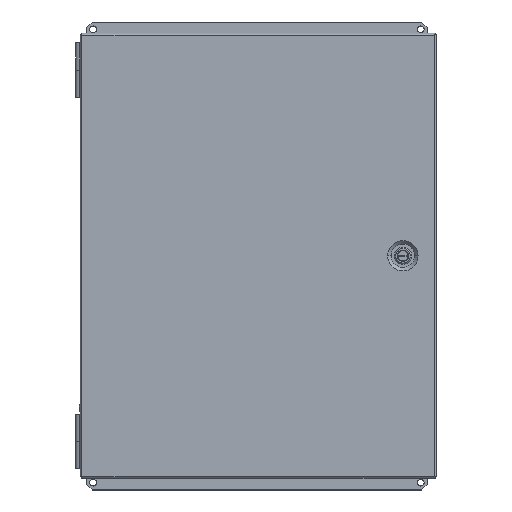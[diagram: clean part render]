
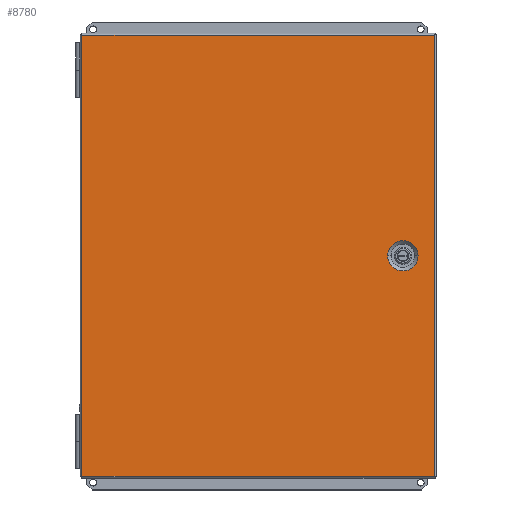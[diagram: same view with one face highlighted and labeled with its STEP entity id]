
A CAD part, top view. The second image highlights one B-rep face of the part: STEP entity #8780.
In plain terms, the highlighted planar face has unit normal (0, 0, 1).
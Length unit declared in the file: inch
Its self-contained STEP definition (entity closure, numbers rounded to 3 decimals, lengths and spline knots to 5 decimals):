
#9 = CARTESIAN_POINT ( 'NONE',  ( 6.6865, 0., 5.621 ) ) ;
#331 = VERTEX_POINT ( 'NONE', #13097 ) ;
#619 = DIRECTION ( 'NONE',  ( -1., 0., 0. ) ) ;
#818 = VERTEX_POINT ( 'NONE', #26541 ) ;
#2799 = DIRECTION ( 'NONE',  ( 1., 0., 0. ) ) ;
#3293 = EDGE_LOOP ( 'NONE', ( #13192, #7371, #24200, #5801 ) ) ;
#4562 = ORIENTED_EDGE ( 'NONE', *, *, #16731, .T. ) ;
#4778 = EDGE_CURVE ( 'NONE', #818, #331, #23043, .T. ) ;
#5801 = ORIENTED_EDGE ( 'NONE', *, *, #19076, .T. ) ;
#5891 = CARTESIAN_POINT ( 'NONE',  ( -8.0085, 10.0955, 5.621 ) ) ;
#6466 = EDGE_CURVE ( 'NONE', #13986, #16995, #24697, .T. ) ;
#6505 = CARTESIAN_POINT ( 'NONE',  ( -8.0085, -10.1815, 5.621 ) ) ;
#7194 = CARTESIAN_POINT ( 'NONE',  ( 8.1335, 10.0955, 5.621 ) ) ;
#7297 = FACE_OUTER_BOUND ( 'NONE', #3293, .T. ) ;
#7371 = ORIENTED_EDGE ( 'NONE', *, *, #17960, .T. ) ;
#7479 = DIRECTION ( 'NONE',  ( 0., 0., -1. ) ) ;
#7555 = AXIS2_PLACEMENT_3D ( 'NONE', #9960, #27171, #2799 ) ;
#8780 = ADVANCED_FACE ( 'NONE', ( #29652, #7297 ), #25542, .T. ) ;
#8933 = LINE ( 'NONE', #6505, #14210 ) ;
#9960 = CARTESIAN_POINT ( 'NONE',  ( 6.6865, 0., 5.621 ) ) ;
#10203 = CARTESIAN_POINT ( 'NONE',  ( -8.0945, 10.0955, 5.621 ) ) ;
#10303 = DIRECTION ( 'NONE',  ( 1., 0., 0. ) ) ;
#11035 = DIRECTION ( 'NONE',  ( 0., 1., 0. ) ) ;
#13097 = CARTESIAN_POINT ( 'NONE',  ( 7.38139, 0., 5.621 ) ) ;
#13192 = ORIENTED_EDGE ( 'NONE', *, *, #30456, .T. ) ;
#13350 = VERTEX_POINT ( 'NONE', #7194 ) ;
#13422 = VECTOR ( 'NONE', #619, 39.37008 ) ;
#13986 = VERTEX_POINT ( 'NONE', #21552 ) ;
#14210 = VECTOR ( 'NONE', #28120, 39.37008 ) ;
#15513 = DIRECTION ( 'NONE',  ( 1., 0., 0. ) ) ;
#15894 = LINE ( 'NONE', #25608, #29588 ) ;
#16482 = AXIS2_PLACEMENT_3D ( 'NONE', #9, #7479, #26916 ) ;
#16731 = EDGE_CURVE ( 'NONE', #331, #818, #30016, .T. ) ;
#16995 = VERTEX_POINT ( 'NONE', #28300 ) ;
#17960 = EDGE_CURVE ( 'NONE', #25593, #13986, #8933, .T. ) ;
#19076 = EDGE_CURVE ( 'NONE', #16995, #13350, #15894, .T. ) ;
#21552 = CARTESIAN_POINT ( 'NONE',  ( -8.0085, -10.0955, 5.621 ) ) ;
#22608 = CARTESIAN_POINT ( 'NONE',  ( -8.0945, -10.0955, 5.621 ) ) ;
#23043 = CIRCLE ( 'NONE', #16482, 0.69489 ) ;
#23537 = VECTOR ( 'NONE', #10303, 39.37008 ) ;
#24200 = ORIENTED_EDGE ( 'NONE', *, *, #6466, .T. ) ;
#24501 = LINE ( 'NONE', #10203, #13422 ) ;
#24649 = EDGE_LOOP ( 'NONE', ( #4562, #27192 ) ) ;
#24697 = LINE ( 'NONE', #22608, #23537 ) ;
#25232 = CARTESIAN_POINT ( 'NONE',  ( -8.0945, -10.1815, 5.621 ) ) ;
#25542 = PLANE ( 'NONE',  #27495 ) ;
#25593 = VERTEX_POINT ( 'NONE', #5891 ) ;
#25608 = CARTESIAN_POINT ( 'NONE',  ( 8.1335, -10.1815, 5.621 ) ) ;
#26541 = CARTESIAN_POINT ( 'NONE',  ( 5.99161, 0., 5.621 ) ) ;
#26916 = DIRECTION ( 'NONE',  ( 1., 0., 0. ) ) ;
#27171 = DIRECTION ( 'NONE',  ( 0., 0., -1. ) ) ;
#27192 = ORIENTED_EDGE ( 'NONE', *, *, #4778, .T. ) ;
#27495 = AXIS2_PLACEMENT_3D ( 'NONE', #25232, #27543, #15513 ) ;
#27543 = DIRECTION ( 'NONE',  ( 0., 0., 1. ) ) ;
#28120 = DIRECTION ( 'NONE',  ( 0., -1., 0. ) ) ;
#28300 = CARTESIAN_POINT ( 'NONE',  ( 8.1335, -10.0955, 5.621 ) ) ;
#29588 = VECTOR ( 'NONE', #11035, 39.37008 ) ;
#29652 = FACE_BOUND ( 'NONE', #24649, .T. ) ;
#30016 = CIRCLE ( 'NONE', #7555, 0.69489 ) ;
#30456 = EDGE_CURVE ( 'NONE', #13350, #25593, #24501, .T. ) ;
